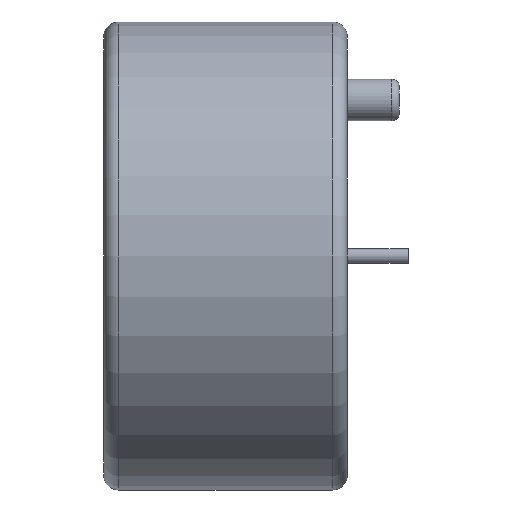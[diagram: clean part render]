
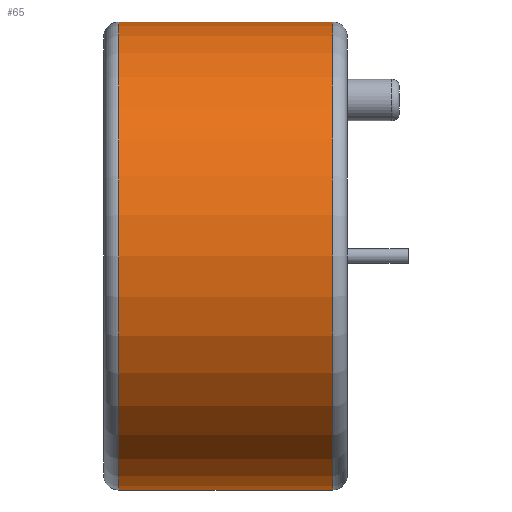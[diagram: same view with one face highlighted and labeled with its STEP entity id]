
A CAD part, left-side view. The second image highlights one B-rep face of the part: STEP entity #65.
In plain terms, the highlighted cylindrical face has radius 15.75 mm (diameter 31.5 mm), a partial arc.
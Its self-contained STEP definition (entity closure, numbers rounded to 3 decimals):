
#46 = DIRECTION ( 'NONE',  ( 0., 1., 0. ) ) ;
#65 = ADVANCED_FACE ( 'NONE', ( #185 ), #305, .T. ) ;
#118 = DIRECTION ( 'NONE',  ( 0., 0., 1. ) ) ;
#124 = EDGE_CURVE ( 'NONE', #126, #1081, #483, .T. ) ;
#126 = VERTEX_POINT ( 'NONE', #861 ) ;
#129 = AXIS2_PLACEMENT_3D ( 'NONE', #429, #46, #118 ) ;
#140 = ORIENTED_EDGE ( 'NONE', *, *, #124, .F. ) ;
#185 = FACE_OUTER_BOUND ( 'NONE', #1025, .T. ) ;
#223 = VECTOR ( 'NONE', #294, 1000. ) ;
#260 = AXIS2_PLACEMENT_3D ( 'NONE', #759, #371, #974 ) ;
#293 = CARTESIAN_POINT ( 'NONE',  ( 0., 1., 15.75 ) ) ;
#294 = DIRECTION ( 'NONE',  ( 0., -1., 0. ) ) ;
#305 = CYLINDRICAL_SURFACE ( 'NONE', #260, 15.75 ) ;
#361 = CARTESIAN_POINT ( 'NONE',  ( 0., 1., -15.75 ) ) ;
#365 = EDGE_CURVE ( 'NONE', #126, #428, #407, .T. ) ;
#371 = DIRECTION ( 'NONE',  ( 0., -1., 0. ) ) ;
#407 = CIRCLE ( 'NONE', #1136, 15.75 ) ;
#424 = VECTOR ( 'NONE', #1048, 1000. ) ;
#428 = VERTEX_POINT ( 'NONE', #1022 ) ;
#429 = CARTESIAN_POINT ( 'NONE',  ( 0., 1., 0. ) ) ;
#483 = LINE ( 'NONE', #784, #424 ) ;
#526 = ORIENTED_EDGE ( 'NONE', *, *, #571, .T. ) ;
#540 = CARTESIAN_POINT ( 'NONE',  ( 0., 15.4, 0. ) ) ;
#571 = EDGE_CURVE ( 'NONE', #428, #1204, #778, .T. ) ;
#636 = EDGE_CURVE ( 'NONE', #1204, #1081, #868, .T. ) ;
#755 = ORIENTED_EDGE ( 'NONE', *, *, #636, .T. ) ;
#759 = CARTESIAN_POINT ( 'NONE',  ( 0., 16.4, 0. ) ) ;
#778 = LINE ( 'NONE', #1149, #223 ) ;
#784 = CARTESIAN_POINT ( 'NONE',  ( 0., 16.4, 15.75 ) ) ;
#798 = ORIENTED_EDGE ( 'NONE', *, *, #365, .T. ) ;
#842 = DIRECTION ( 'NONE',  ( 0., 0., 1. ) ) ;
#861 = CARTESIAN_POINT ( 'NONE',  ( 0., 15.4, 15.75 ) ) ;
#868 = CIRCLE ( 'NONE', #129, 15.75 ) ;
#974 = DIRECTION ( 'NONE',  ( 0., 0., -1. ) ) ;
#1022 = CARTESIAN_POINT ( 'NONE',  ( 0., 15.4, -15.75 ) ) ;
#1025 = EDGE_LOOP ( 'NONE', ( #140, #798, #526, #755 ) ) ;
#1048 = DIRECTION ( 'NONE',  ( 0., -1., 0. ) ) ;
#1081 = VERTEX_POINT ( 'NONE', #293 ) ;
#1136 = AXIS2_PLACEMENT_3D ( 'NONE', #540, #1211, #842 ) ;
#1149 = CARTESIAN_POINT ( 'NONE',  ( 0., 16.4, -15.75 ) ) ;
#1204 = VERTEX_POINT ( 'NONE', #361 ) ;
#1211 = DIRECTION ( 'NONE',  ( 0., -1., 0. ) ) ;
